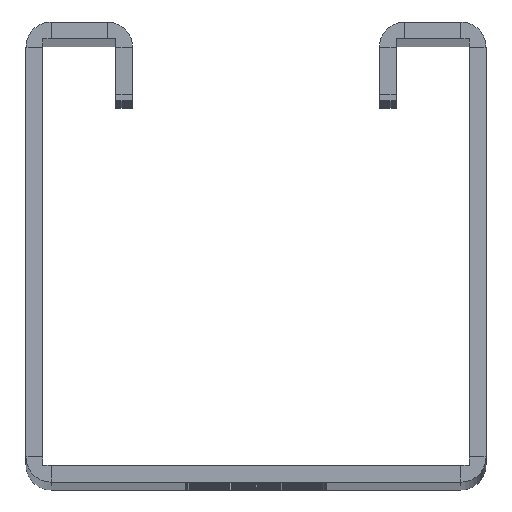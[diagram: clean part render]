
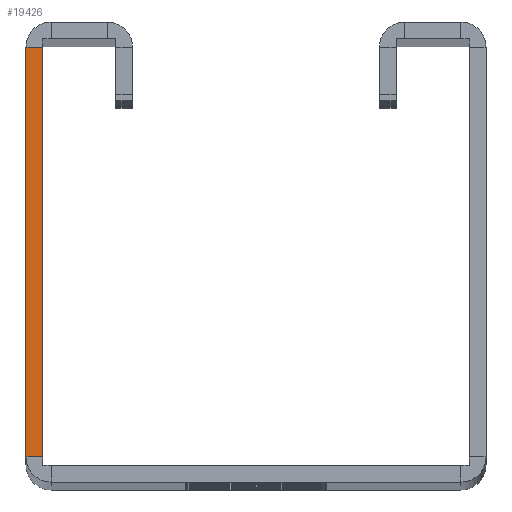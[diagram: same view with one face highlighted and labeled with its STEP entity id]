
A CAD part, top view. The second image highlights one B-rep face of the part: STEP entity #19426.
In plain terms, the highlighted planar face has unit normal (0, 0, 1).
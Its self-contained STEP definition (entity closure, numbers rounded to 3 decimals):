
#1727 = FACE_OUTER_BOUND ( 'NONE', #13470, .T. ) ;
#1799 = LINE ( 'NONE', #2071, #25163 ) ;
#2071 = CARTESIAN_POINT ( 'NONE',  ( -19., 38.75, 0. ) ) ;
#2364 = CARTESIAN_POINT ( 'NONE',  ( -18.25, 1.5, 0. ) ) ;
#2455 = EDGE_CURVE ( 'NONE', #5088, #21809, #24961, .T. ) ;
#3481 = VECTOR ( 'NONE', #22718, 1000. ) ;
#4574 = EDGE_CURVE ( 'NONE', #5088, #20125, #7531, .T. ) ;
#4634 = ORIENTED_EDGE ( 'NONE', *, *, #21599, .T. ) ;
#5088 = VERTEX_POINT ( 'NONE', #21644 ) ;
#5798 = ORIENTED_EDGE ( 'NONE', *, *, #2455, .F. ) ;
#6402 = CARTESIAN_POINT ( 'NONE',  ( -19., 2.25, 0. ) ) ;
#6459 = EDGE_CURVE ( 'NONE', #22498, #21809, #1799, .T. ) ;
#6521 = DIRECTION ( 'NONE',  ( 1., 0., 0. ) ) ;
#7531 = LINE ( 'NONE', #10010, #25580 ) ;
#10010 = CARTESIAN_POINT ( 'NONE',  ( -20.5, 2.25, 0. ) ) ;
#10724 = CARTESIAN_POINT ( 'NONE',  ( -20.5, 0., 0. ) ) ;
#11616 = VECTOR ( 'NONE', #23792, 1000. ) ;
#12684 = CARTESIAN_POINT ( 'NONE',  ( -20.5, 38.75, 0. ) ) ;
#13470 = EDGE_LOOP ( 'NONE', ( #5798, #24308, #4634, #19664 ) ) ;
#14195 = DIRECTION ( 'NONE',  ( 0., 0., 1. ) ) ;
#15619 = CARTESIAN_POINT ( 'NONE',  ( -19., 0., 0. ) ) ;
#15946 = LINE ( 'NONE', #15619, #11616 ) ;
#15997 = DIRECTION ( 'NONE',  ( -1., 0., 0. ) ) ;
#18474 = PLANE ( 'NONE',  #20753 ) ;
#19426 = ADVANCED_FACE ( 'NONE', ( #1727 ), #18474, .T. ) ;
#19664 = ORIENTED_EDGE ( 'NONE', *, *, #6459, .T. ) ;
#20125 = VERTEX_POINT ( 'NONE', #6402 ) ;
#20753 = AXIS2_PLACEMENT_3D ( 'NONE', #2364, #14195, #6521 ) ;
#21273 = CARTESIAN_POINT ( 'NONE',  ( -19., 38.75, 0. ) ) ;
#21599 = EDGE_CURVE ( 'NONE', #20125, #22498, #15946, .T. ) ;
#21644 = CARTESIAN_POINT ( 'NONE',  ( -20.5, 2.25, 0. ) ) ;
#21809 = VERTEX_POINT ( 'NONE', #12684 ) ;
#21923 = DIRECTION ( 'NONE',  ( 1., 0., 0. ) ) ;
#22498 = VERTEX_POINT ( 'NONE', #21273 ) ;
#22718 = DIRECTION ( 'NONE',  ( 0., 1., 0. ) ) ;
#23792 = DIRECTION ( 'NONE',  ( 0., 1., 0. ) ) ;
#24308 = ORIENTED_EDGE ( 'NONE', *, *, #4574, .T. ) ;
#24961 = LINE ( 'NONE', #10724, #3481 ) ;
#25163 = VECTOR ( 'NONE', #15997, 1000. ) ;
#25580 = VECTOR ( 'NONE', #21923, 1000. ) ;
